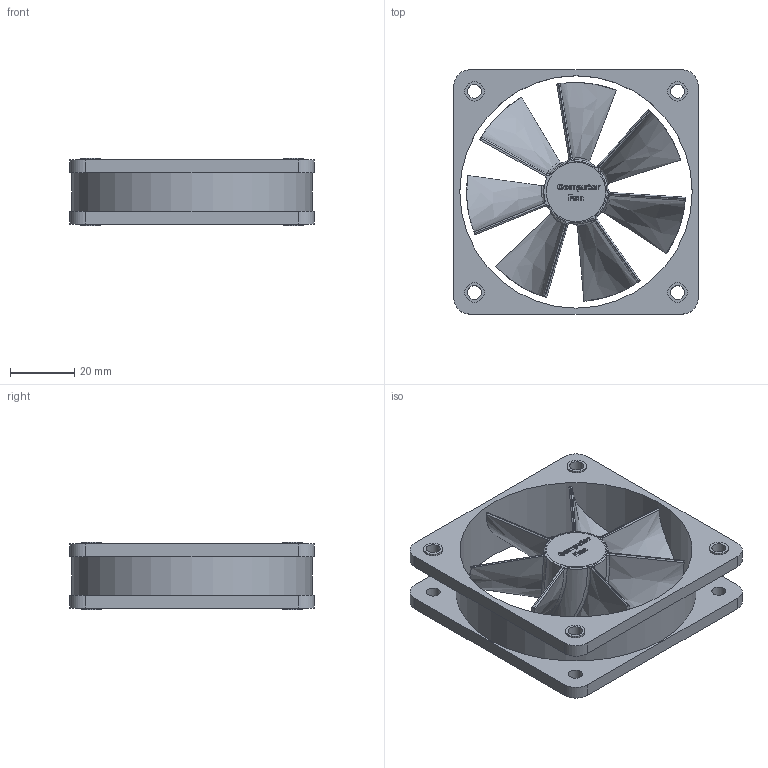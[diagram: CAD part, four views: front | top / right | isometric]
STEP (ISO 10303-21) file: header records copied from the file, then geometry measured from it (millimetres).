
FILE_DESCRIPTION(/* description */ (''),/* implementation_level */ '2;1');
FILE_NAME(/* name */ 'Computer Fan.step',/* time_stamp */ '2018-06-04T22:34:42+05:00',/* author */ (''),/* organization */ (''),/* preprocessor_version */ 'ST-DEVELOPER v17',/* originating_system */ 'Autodesk Translation Framework v7.1.0.215',/* authorisation */ '');
FILE_SCHEMA (('AUTOMOTIVE_DESIGN { 1 0 10303 214 3 1 1 }'));
Length unit declared in the file: millimetre
Products named in the file (1): FAN
Bounding box: 76 x 76 x 21.13 mm (x, y, z)
Volume: 25961.3 mm3; surface area: 26326.1 mm2
Topology: 2 solids, 2 shells, 353 faces, 946 edges, 623 vertices
Faces by surface type: bspline 199, plane 108, cylinder 40, torus 6
Full cylindrical faces by diameter (mm): 4.357 x8, 6.032 x8, 72.313 x1, 74.818 x1
Entity records: 14609 total; most frequent: CARTESIAN_POINT 6973, ORIENTED_EDGE 1892, DIRECTION 955, EDGE_CURVE 946, VERTEX_POINT 623, LINE 423, VECTOR 423, B_SPLINE_CURVE_WITH_KNOTS 412
